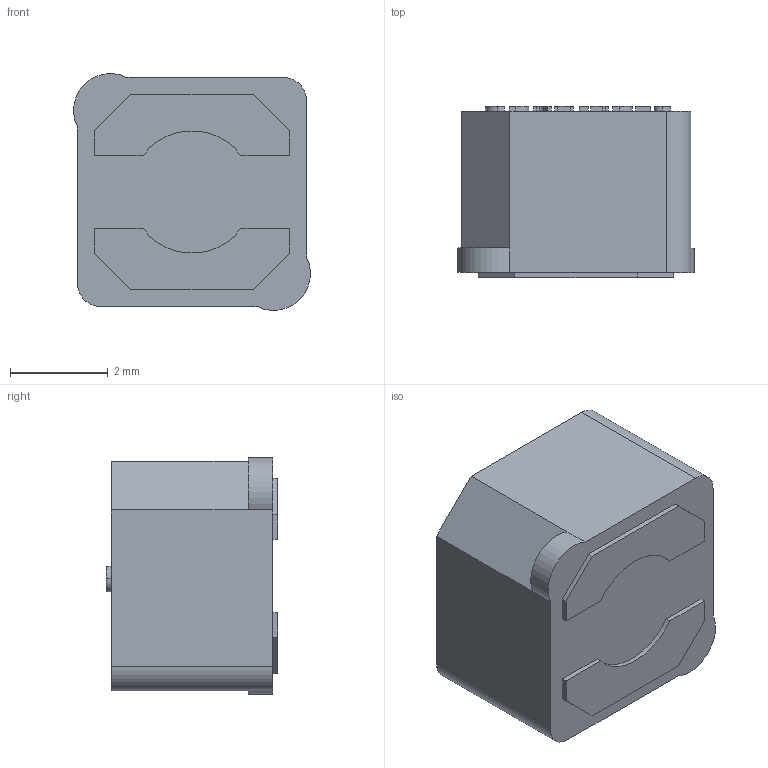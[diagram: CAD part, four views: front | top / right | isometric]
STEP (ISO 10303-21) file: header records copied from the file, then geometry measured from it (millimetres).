
FILE_DESCRIPTION(/* description */ ('','CAx-IF Rec.Pracs.---Representation and Presentation of Product Manufacturing Information (PMI)---4.0---2014-10-13'),/* implementation_level */ '2;1');
FILE_NAME(/* name */ 'CDRH-4D28.stp',/* time_stamp */ '2019-12-19T20:03:09+08:00',/* author */ ('John'),/* organization */ (''),/* preprocessor_version */ 'ST-DEVELOPER v18',/* originating_system */ 'Autodesk Inventor 2020',/* authorisation */ '');
FILE_SCHEMA (('AP242_MANAGED_MODEL_BASED_3D_ENGINEERING_MIM_LF { 1 0 10303 442 1 1 4 }'));
Length unit declared in the file: millimetre
Products named in the file (1): CDRH-105B
Bounding box: 4.84 x 3.5 x 4.84 mm (x, y, z)
Volume: 70.6 mm3; surface area: 105.3 mm2
Topology: 1 solids, 1 shells, 154 faces, 446 edges, 355 vertices
Faces by surface type: plane 100, bspline 48, cylinder 6
Entity records: 5476 total; most frequent: CARTESIAN_POINT 1716, ORIENTED_EDGE 802, DIRECTION 575, EDGE_CURVE 401, LINE 293, VECTOR 293, VERTEX_POINT 266, EDGE_LOOP 171
